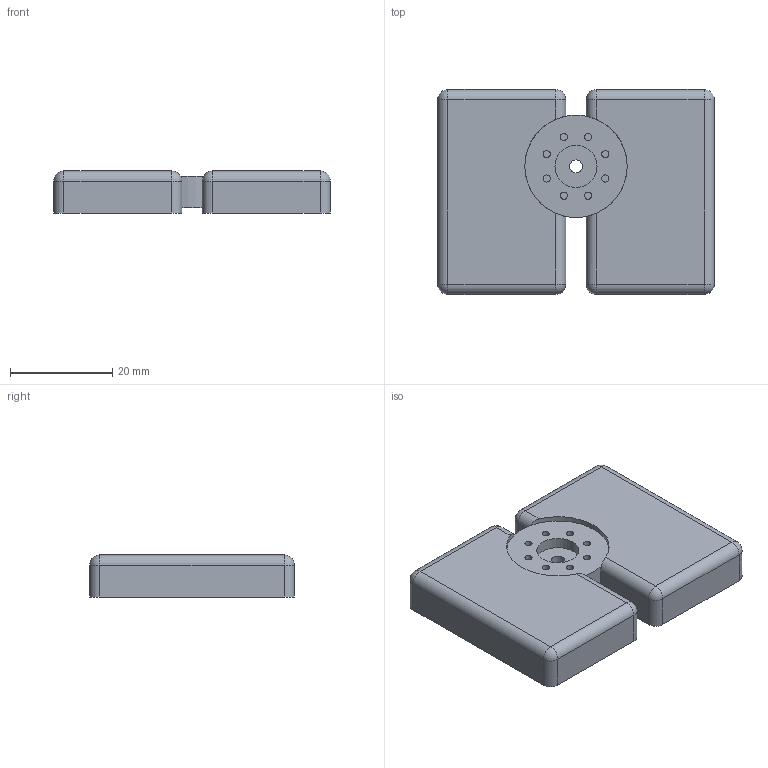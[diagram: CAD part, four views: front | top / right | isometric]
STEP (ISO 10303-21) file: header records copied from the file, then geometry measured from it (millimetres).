
FILE_DESCRIPTION(/* description */ (''),/* implementation_level */ '2;1');
FILE_NAME(/* name */ 'feet v21.step',/* time_stamp */ '2021-11-01T02:12:54+09:00',/* author */ (''),/* organization */ (''),/* preprocessor_version */ 'ST-DEVELOPER v18.1',/* originating_system */ 'Autodesk Translation Framework v10.10.0.1391',/* authorisation */ '');
FILE_SCHEMA (('AUTOMOTIVE_DESIGN { 1 0 10303 214 3 1 1 }','INTEGRATED_CNC_SCHEMA'));
Length unit declared in the file: millimetre
Products named in the file (1): feet
Bounding box: 54 x 40 x 8.2 mm (x, y, z)
Volume: 16263.5 mm3; surface area: 5973.2 mm2
Topology: 1 solids, 1 shells, 68 faces, 143 edges, 86 vertices
Faces by surface type: cylinder 33, plane 27, sphere 8
Full cylindrical faces by diameter (mm): 1.4 x8, 2.5 x1, 4.4 x1, 8.2 x1
Entity records: 1878 total; most frequent: CARTESIAN_POINT 346, DIRECTION 339, ORIENTED_EDGE 286, EDGE_CURVE 143, AXIS2_PLACEMENT_3D 135, VERTEX_POINT 86, EDGE_LOOP 79, LINE 69
